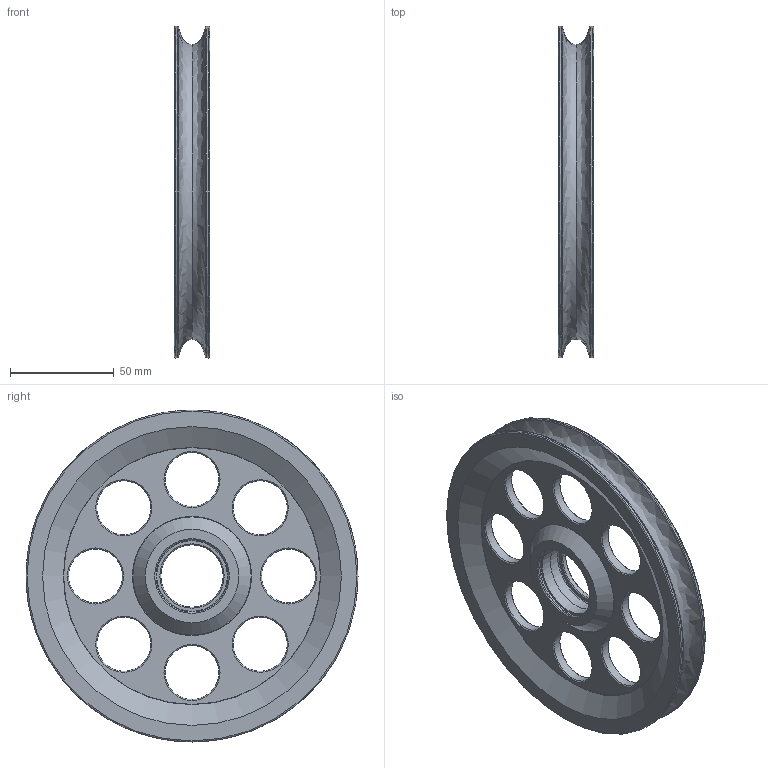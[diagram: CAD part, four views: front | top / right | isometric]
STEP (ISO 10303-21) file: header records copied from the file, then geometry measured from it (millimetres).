
FILE_DESCRIPTION(('FreeCAD Model'),'2;1');
FILE_NAME('20200228_Azimutrolle_2_0.step', '2020-02-29T01:44:53',(''),(''),'Open CASCADE STEP processor 7.4', 'FreeCAD','Unknown');
FILE_SCHEMA(('AUTOMOTIVE_DESIGN { 1 0 10303 214 1 1 1 1 }'));
Length unit declared in the file: millimetre
Products named in the file (1): Azimutrolle_Herkules_H4
Bounding box: 17 x 160 x 160 mm (x, y, z)
Volume: 115595.5 mm3; surface area: 50395.1 mm2
Topology: 1 solids, 1 shells, 60 faces, 120 edges, 70 vertices
Faces by surface type: cone 23, cylinder 15, plane 10, torus 8, bspline 2, revolution 2
Full cylindrical faces by diameter (mm): 26 x8, 30 x1, 35 x3, 37 x1, 160 x2
Entity records: 1798 total; most frequent: CARTESIAN_POINT 451, DIRECTION 310, ORIENTED_EDGE 240, AXIS2_PLACEMENT_3D 135, EDGE_CURVE 120, FACE_BOUND 86, EDGE_LOOP 86, CIRCLE 74
